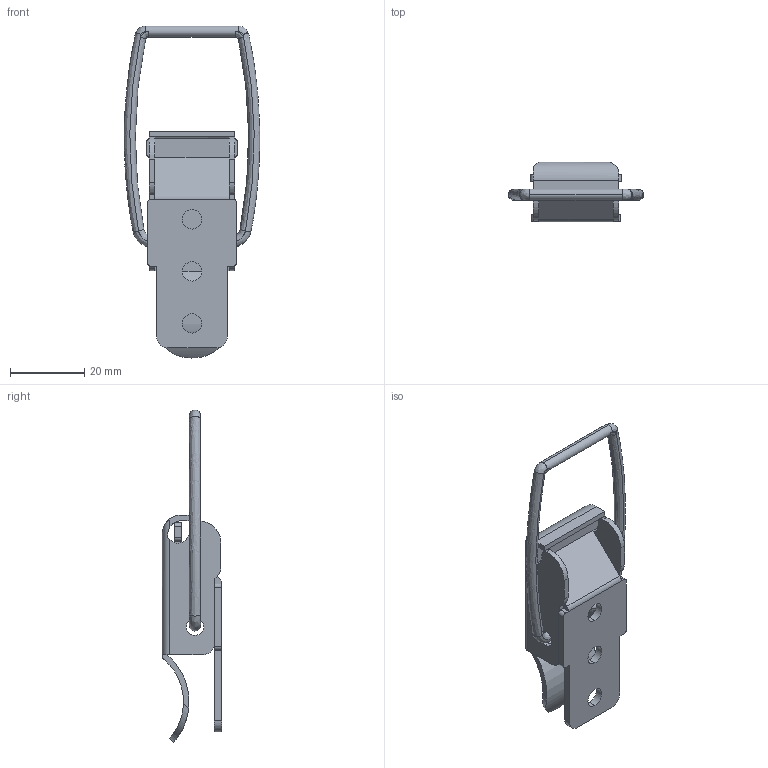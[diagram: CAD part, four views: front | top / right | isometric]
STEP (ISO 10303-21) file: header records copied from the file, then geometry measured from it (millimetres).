
FILE_DESCRIPTION( (''), '2;1');
FILE_NAME ('PC3949.1676.TL_448SUS_1_H_31945.stp','2025-12-18T09:18:52',(''),(''),'spGate 20.6.3 (****-****-****-****)','','');
FILE_SCHEMA (('AUTOMOTIVE_DESIGN'));
Length unit declared in the file: millimetre
Products named in the file (4): Assembly; アーム; ベース; レバー
Assembly tree (3 placements, depth 2):
  Assembly
    アーム
    ベース
    レバー
Bounding box: 36.47 x 16 x 89.32 mm (x, y, z)
Volume: 6855.5 mm3; surface area: 9232.5 mm2
Topology: 3 solids, 3 shells, 120 faces, 327 edges, 212 vertices
Faces by surface type: plane 55, cylinder 46, bspline 18, sphere 1
Entity records: 6933 total; most frequent: CARTESIAN_POINT 1263, ORIENTED_EDGE 652, DIRECTION 636, COLOUR_RGB 449, PRESENTATION_STYLE_ASSIGNMENT 449, STYLED_ITEM 449, EDGE_CURVE 326, DRAUGHTING_PRE_DEFINED_CURVE_FONT 326
